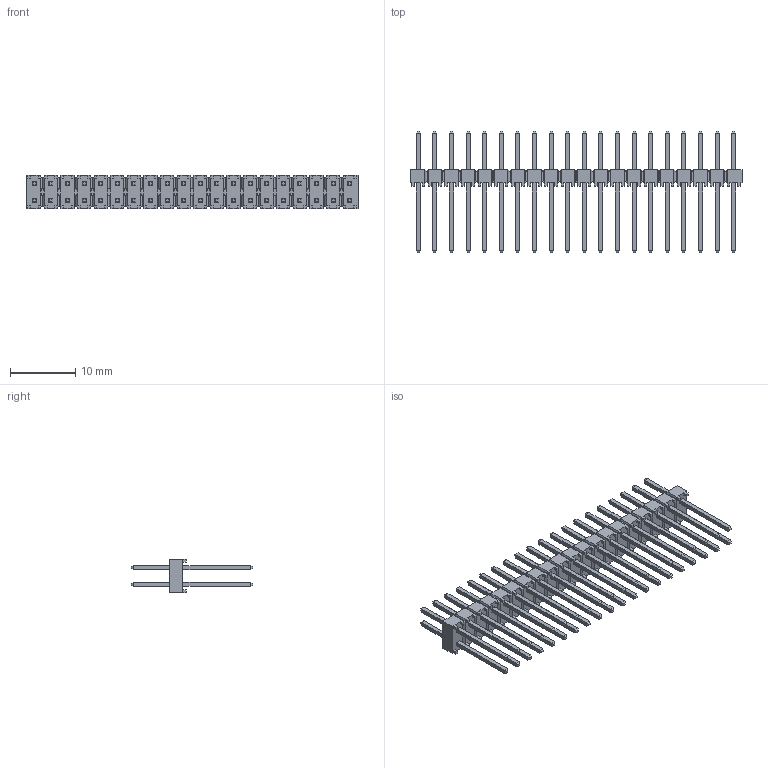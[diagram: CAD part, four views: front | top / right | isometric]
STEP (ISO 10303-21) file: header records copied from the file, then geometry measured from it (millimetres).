
FILE_DESCRIPTION(/* description */ ('STEP AP214'),/* implementation_level */ '2;1');
FILE_NAME(/* name */ 'TSW-120-09-G-D',/* time_stamp */ '2024-11-08T20:34:32+01:00',/* author */ ('License CC BY-ND 4.0'),/* organization */ ('CADENAS'),/* preprocessor_version */ 'ST-DEVELOPER v19.3',/* originating_system */ 'PARTsolutions',/* authorisation */ ' ');
FILE_SCHEMA (('AUTOMOTIVE_DESIGN {1 0 10303 214 3 1 1}'));
Length unit declared in the file: inch
Products named in the file (3): TSW-120-09-G-D; TSW-120-09-G-D_body; T-1S6-09-TSW-1-09-20-D
Assembly tree (2 placements, depth 2):
  TSW-120-09-G-D
    TSW-120-09-G-D_body
    T-1S6-09-TSW-1-09-20-D
Bounding box: 50.8 x 18.54 x 5.08 mm (x, y, z)
Volume: 782 mm3; surface area: 3291 mm2
Topology: 2 solids, 2 shells, 1668 faces, 4166 edges, 2544 vertices
Faces by surface type: plane 1668
Entity records: 48004 total; most frequent: CARTESIAN_POINT 8381, ORIENTED_EDGE 8332, DIRECTION 7508, EDGE_CURVE 4166, LINE 4166, VECTOR 4166, VERTEX_POINT 2544, EDGE_LOOP 1828
